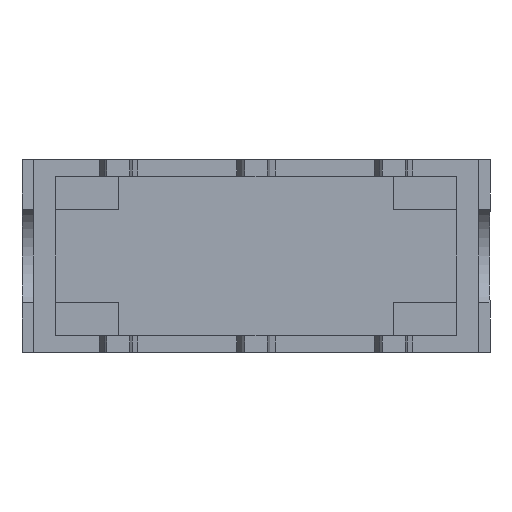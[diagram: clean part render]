
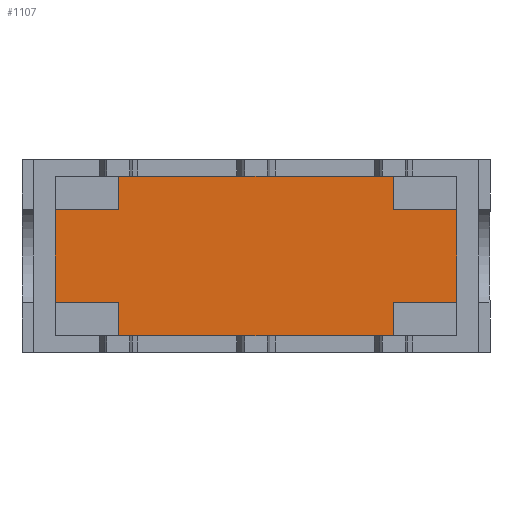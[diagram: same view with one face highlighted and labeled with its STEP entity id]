
A CAD part, front view. The second image highlights one B-rep face of the part: STEP entity #1107.
In plain terms, the highlighted planar face has unit normal (0, -1, 0).
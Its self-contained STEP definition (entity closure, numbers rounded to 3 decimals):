
#111 = VERTEX_POINT ( 'NONE', #1392 ) ;
#130 = VECTOR ( 'NONE', #3771, 1000. ) ;
#207 = LINE ( 'NONE', #4799, #3558 ) ;
#320 = EDGE_CURVE ( 'NONE', #3023, #4762, #5176, .T. ) ;
#401 = VECTOR ( 'NONE', #995, 1000. ) ;
#466 = EDGE_CURVE ( 'NONE', #4723, #763, #5655, .T. ) ;
#543 = ORIENTED_EDGE ( 'NONE', *, *, #466, .F. ) ;
#557 = ORIENTED_EDGE ( 'NONE', *, *, #1106, .F. ) ;
#707 = LINE ( 'NONE', #1563, #3901 ) ;
#763 = VERTEX_POINT ( 'NONE', #5673 ) ;
#783 = CARTESIAN_POINT ( 'NONE',  ( -2.489, 0.3, -0.841 ) ) ;
#891 = CARTESIAN_POINT ( 'NONE',  ( 0., 0.3, 0.841 ) ) ;
#908 = ORIENTED_EDGE ( 'NONE', *, *, #4465, .F. ) ;
#952 = EDGE_CURVE ( 'NONE', #4573, #4455, #5718, .T. ) ;
#965 = LINE ( 'NONE', #2974, #4307 ) ;
#995 = DIRECTION ( 'NONE',  ( -1., 0., 0. ) ) ;
#1007 = LINE ( 'NONE', #5157, #3994 ) ;
#1042 = CARTESIAN_POINT ( 'NONE',  ( 0., 0.3, -0.841 ) ) ;
#1081 = DIRECTION ( 'NONE',  ( -1., 0., 0. ) ) ;
#1106 = EDGE_CURVE ( 'NONE', #5602, #111, #1547, .T. ) ;
#1107 = ADVANCED_FACE ( 'NONE', ( #3869 ), #2608, .F. ) ;
#1170 = VERTEX_POINT ( 'NONE', #783 ) ;
#1188 = CARTESIAN_POINT ( 'NONE',  ( 3.65, 0.3, 0. ) ) ;
#1294 = DIRECTION ( 'NONE',  ( 0., 1., 0. ) ) ;
#1361 = DIRECTION ( 'NONE',  ( 1., 0., 0. ) ) ;
#1392 = CARTESIAN_POINT ( 'NONE',  ( -2.489, 0.3, 1.45 ) ) ;
#1413 = CARTESIAN_POINT ( 'NONE',  ( 0., 0.3, -0.841 ) ) ;
#1458 = VECTOR ( 'NONE', #2832, 1000. ) ;
#1547 = LINE ( 'NONE', #2153, #2302 ) ;
#1563 = CARTESIAN_POINT ( 'NONE',  ( 0., 0.3, 1.45 ) ) ;
#1574 = DIRECTION ( 'NONE',  ( 0., 0., 1. ) ) ;
#1650 = LINE ( 'NONE', #1413, #401 ) ;
#1710 = VECTOR ( 'NONE', #1361, 1000. ) ;
#1715 = VERTEX_POINT ( 'NONE', #5486 ) ;
#1845 = EDGE_CURVE ( 'NONE', #5581, #763, #965, .T. ) ;
#1874 = ORIENTED_EDGE ( 'NONE', *, *, #952, .T. ) ;
#1971 = CARTESIAN_POINT ( 'NONE',  ( 2.489, 0.3, 0. ) ) ;
#2152 = VERTEX_POINT ( 'NONE', #4055 ) ;
#2153 = CARTESIAN_POINT ( 'NONE',  ( -2.489, 0.3, 0. ) ) ;
#2283 = EDGE_CURVE ( 'NONE', #1715, #2152, #3791, .T. ) ;
#2302 = VECTOR ( 'NONE', #3060, 1000. ) ;
#2399 = CARTESIAN_POINT ( 'NONE',  ( -2.489, 0.3, 0.841 ) ) ;
#2566 = LINE ( 'NONE', #1042, #130 ) ;
#2597 = CARTESIAN_POINT ( 'NONE',  ( 2.489, 0.3, 0.841 ) ) ;
#2608 = PLANE ( 'NONE',  #3404 ) ;
#2696 = ORIENTED_EDGE ( 'NONE', *, *, #5092, .F. ) ;
#2716 = ORIENTED_EDGE ( 'NONE', *, *, #4105, .T. ) ;
#2832 = DIRECTION ( 'NONE',  ( 0., 0., 1. ) ) ;
#2966 = VECTOR ( 'NONE', #5506, 1000. ) ;
#2974 = CARTESIAN_POINT ( 'NONE',  ( 0., 0.3, -1.45 ) ) ;
#2992 = ORIENTED_EDGE ( 'NONE', *, *, #3662, .T. ) ;
#3023 = VERTEX_POINT ( 'NONE', #5097 ) ;
#3060 = DIRECTION ( 'NONE',  ( 0., 0., 1. ) ) ;
#3167 = ORIENTED_EDGE ( 'NONE', *, *, #1845, .T. ) ;
#3314 = DIRECTION ( 'NONE',  ( 1., 0., 0. ) ) ;
#3404 = AXIS2_PLACEMENT_3D ( 'NONE', #5852, #1294, #4436 ) ;
#3521 = VECTOR ( 'NONE', #1574, 1000. ) ;
#3531 = LINE ( 'NONE', #891, #1710 ) ;
#3541 = ORIENTED_EDGE ( 'NONE', *, *, #4306, .F. ) ;
#3558 = VECTOR ( 'NONE', #5680, 1000. ) ;
#3603 = EDGE_CURVE ( 'NONE', #5602, #2152, #1007, .T. ) ;
#3662 = EDGE_CURVE ( 'NONE', #1170, #5581, #207, .T. ) ;
#3771 = DIRECTION ( 'NONE',  ( 1., 0., 0. ) ) ;
#3788 = ORIENTED_EDGE ( 'NONE', *, *, #3603, .T. ) ;
#3791 = LINE ( 'NONE', #5515, #1458 ) ;
#3863 = DIRECTION ( 'NONE',  ( 0., 0., 1. ) ) ;
#3869 = FACE_OUTER_BOUND ( 'NONE', #5229, .T. ) ;
#3901 = VECTOR ( 'NONE', #3314, 1000. ) ;
#3994 = VECTOR ( 'NONE', #1081, 1000. ) ;
#4055 = CARTESIAN_POINT ( 'NONE',  ( -3.65, 0.3, 0.841 ) ) ;
#4105 = EDGE_CURVE ( 'NONE', #4723, #3023, #2566, .T. ) ;
#4268 = CARTESIAN_POINT ( 'NONE',  ( 2.489, 0.3, 1.45 ) ) ;
#4306 = EDGE_CURVE ( 'NONE', #1170, #1715, #1650, .T. ) ;
#4307 = VECTOR ( 'NONE', #4360, 1000. ) ;
#4360 = DIRECTION ( 'NONE',  ( 1., 0., 0. ) ) ;
#4436 = DIRECTION ( 'NONE',  ( 0., 0., 1. ) ) ;
#4455 = VERTEX_POINT ( 'NONE', #4268 ) ;
#4465 = EDGE_CURVE ( 'NONE', #111, #4455, #707, .T. ) ;
#4485 = CARTESIAN_POINT ( 'NONE',  ( 3.65, 0.3, 0.841 ) ) ;
#4573 = VERTEX_POINT ( 'NONE', #2597 ) ;
#4608 = CARTESIAN_POINT ( 'NONE',  ( 2.489, 0.3, 0. ) ) ;
#4723 = VERTEX_POINT ( 'NONE', #4900 ) ;
#4762 = VERTEX_POINT ( 'NONE', #4485 ) ;
#4799 = CARTESIAN_POINT ( 'NONE',  ( -2.489, 0.3, 0. ) ) ;
#4900 = CARTESIAN_POINT ( 'NONE',  ( 2.489, 0.3, -0.841 ) ) ;
#5046 = VECTOR ( 'NONE', #3863, 1000. ) ;
#5092 = EDGE_CURVE ( 'NONE', #4573, #4762, #3531, .T. ) ;
#5097 = CARTESIAN_POINT ( 'NONE',  ( 3.65, 0.3, -0.841 ) ) ;
#5157 = CARTESIAN_POINT ( 'NONE',  ( 0., 0.3, 0.841 ) ) ;
#5176 = LINE ( 'NONE', #1188, #5046 ) ;
#5229 = EDGE_LOOP ( 'NONE', ( #1874, #908, #557, #3788, #5459, #3541, #2992, #3167, #543, #2716, #5282, #2696 ) ) ;
#5282 = ORIENTED_EDGE ( 'NONE', *, *, #320, .T. ) ;
#5459 = ORIENTED_EDGE ( 'NONE', *, *, #2283, .F. ) ;
#5486 = CARTESIAN_POINT ( 'NONE',  ( -3.65, 0.3, -0.841 ) ) ;
#5506 = DIRECTION ( 'NONE',  ( 0., 0., -1. ) ) ;
#5513 = CARTESIAN_POINT ( 'NONE',  ( -2.489, 0.3, -1.45 ) ) ;
#5515 = CARTESIAN_POINT ( 'NONE',  ( -3.65, 0.3, 0. ) ) ;
#5581 = VERTEX_POINT ( 'NONE', #5513 ) ;
#5602 = VERTEX_POINT ( 'NONE', #2399 ) ;
#5655 = LINE ( 'NONE', #4608, #2966 ) ;
#5673 = CARTESIAN_POINT ( 'NONE',  ( 2.489, 0.3, -1.45 ) ) ;
#5680 = DIRECTION ( 'NONE',  ( 0., 0., -1. ) ) ;
#5718 = LINE ( 'NONE', #1971, #3521 ) ;
#5852 = CARTESIAN_POINT ( 'NONE',  ( 0., 0.3, 0. ) ) ;
